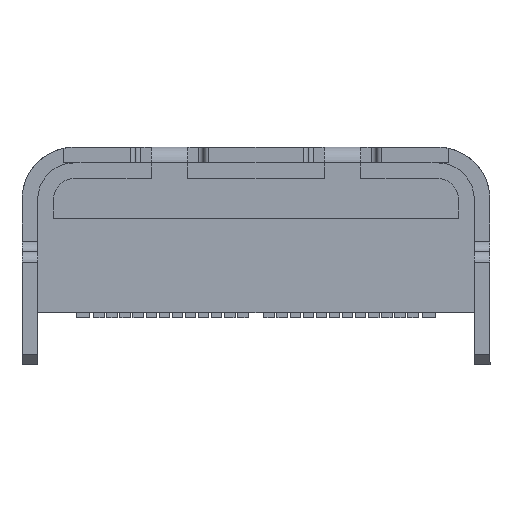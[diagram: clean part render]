
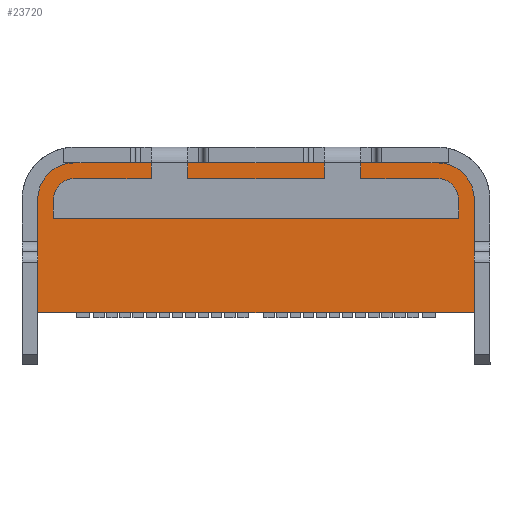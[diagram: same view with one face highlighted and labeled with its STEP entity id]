
A CAD part, front view. The second image highlights one B-rep face of the part: STEP entity #23720.
In plain terms, the highlighted planar face has unit normal (0, -1, 0).
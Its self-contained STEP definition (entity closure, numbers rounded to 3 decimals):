
#250 = DIRECTION ( 'NONE',  ( 0., 0., 1. ) ) ;
#565 = CARTESIAN_POINT ( 'NONE',  ( 3.47, -3.565, 2.86 ) ) ;
#1882 = EDGE_CURVE ( 'NONE', #18455, #11663, #32819, .T. ) ;
#2077 = ORIENTED_EDGE ( 'NONE', *, *, #35094, .T. ) ;
#3390 = CARTESIAN_POINT ( 'NONE',  ( 3.47, -3.565, 2.16 ) ) ;
#4150 = ORIENTED_EDGE ( 'NONE', *, *, #17009, .T. ) ;
#6711 = VECTOR ( 'NONE', #16584, 1000. ) ;
#7169 = CARTESIAN_POINT ( 'NONE',  ( -4.17, -3.565, 0. ) ) ;
#7894 = ORIENTED_EDGE ( 'NONE', *, *, #23680, .T. ) ;
#10719 = ORIENTED_EDGE ( 'NONE', *, *, #12160, .T. ) ;
#11314 = FACE_OUTER_BOUND ( 'NONE', #20868, .T. ) ;
#11315 = CIRCLE ( 'NONE', #22073, 0.7 ) ;
#11663 = VERTEX_POINT ( 'NONE', #39433 ) ;
#12160 = EDGE_CURVE ( 'NONE', #37057, #18455, #36100, .T. ) ;
#12382 = CARTESIAN_POINT ( 'NONE',  ( 4.17, -3.565, 0. ) ) ;
#12876 = EDGE_CURVE ( 'NONE', #31169, #24687, #32351, .T. ) ;
#13442 = DIRECTION ( 'NONE',  ( 0., -1., 0. ) ) ;
#13715 = CARTESIAN_POINT ( 'NONE',  ( -4.17, -3.565, 0. ) ) ;
#14126 = VECTOR ( 'NONE', #38833, 1000. ) ;
#16524 = LINE ( 'NONE', #16738, #14126 ) ;
#16584 = DIRECTION ( 'NONE',  ( 1., 0., 0. ) ) ;
#16738 = CARTESIAN_POINT ( 'NONE',  ( -4.17, -3.565, 2.16 ) ) ;
#17009 = EDGE_CURVE ( 'NONE', #11663, #35535, #16524, .T. ) ;
#17209 = DIRECTION ( 'NONE',  ( 0., 0., -1. ) ) ;
#18455 = VERTEX_POINT ( 'NONE', #28986 ) ;
#18547 = VECTOR ( 'NONE', #250, 1000. ) ;
#20868 = EDGE_LOOP ( 'NONE', ( #10719, #34932, #4150, #7894, #41123, #2077 ) ) ;
#22073 = AXIS2_PLACEMENT_3D ( 'NONE', #3390, #13442, #22701 ) ;
#22701 = DIRECTION ( 'NONE',  ( 0., 0., -1. ) ) ;
#23680 = EDGE_CURVE ( 'NONE', #35535, #31169, #38506, .T. ) ;
#23720 = ADVANCED_FACE ( 'NONE', ( #11314 ), #36571, .T. ) ;
#24570 = CARTESIAN_POINT ( 'NONE',  ( 4.17, -3.565, 2.16 ) ) ;
#24687 = VERTEX_POINT ( 'NONE', #24570 ) ;
#28986 = CARTESIAN_POINT ( 'NONE',  ( -3.47, -3.565, 2.86 ) ) ;
#30268 = CARTESIAN_POINT ( 'NONE',  ( 3.47, -3.565, 2.16 ) ) ;
#30755 = CARTESIAN_POINT ( 'NONE',  ( -3.47, -3.565, 2.16 ) ) ;
#31169 = VERTEX_POINT ( 'NONE', #32020 ) ;
#32020 = CARTESIAN_POINT ( 'NONE',  ( 4.17, -3.565, 0. ) ) ;
#32351 = LINE ( 'NONE', #12382, #18547 ) ;
#32819 = CIRCLE ( 'NONE', #34832, 0.7 ) ;
#33338 = CARTESIAN_POINT ( 'NONE',  ( 3.47, -3.565, 2.86 ) ) ;
#34832 = AXIS2_PLACEMENT_3D ( 'NONE', #30755, #41054, #37469 ) ;
#34932 = ORIENTED_EDGE ( 'NONE', *, *, #1882, .T. ) ;
#35094 = EDGE_CURVE ( 'NONE', #24687, #37057, #11315, .T. ) ;
#35535 = VERTEX_POINT ( 'NONE', #13715 ) ;
#36100 = LINE ( 'NONE', #33338, #36149 ) ;
#36149 = VECTOR ( 'NONE', #39695, 1000. ) ;
#36571 = PLANE ( 'NONE',  #38910 ) ;
#36991 = DIRECTION ( 'NONE',  ( 0., -1., 0. ) ) ;
#37057 = VERTEX_POINT ( 'NONE', #565 ) ;
#37469 = DIRECTION ( 'NONE',  ( 0., 0., -1. ) ) ;
#38506 = LINE ( 'NONE', #7169, #6711 ) ;
#38833 = DIRECTION ( 'NONE',  ( 0., 0., -1. ) ) ;
#38910 = AXIS2_PLACEMENT_3D ( 'NONE', #30268, #36991, #17209 ) ;
#39433 = CARTESIAN_POINT ( 'NONE',  ( -4.17, -3.565, 2.16 ) ) ;
#39695 = DIRECTION ( 'NONE',  ( -1., 0., 0. ) ) ;
#41054 = DIRECTION ( 'NONE',  ( 0., -1., 0. ) ) ;
#41123 = ORIENTED_EDGE ( 'NONE', *, *, #12876, .T. ) ;
